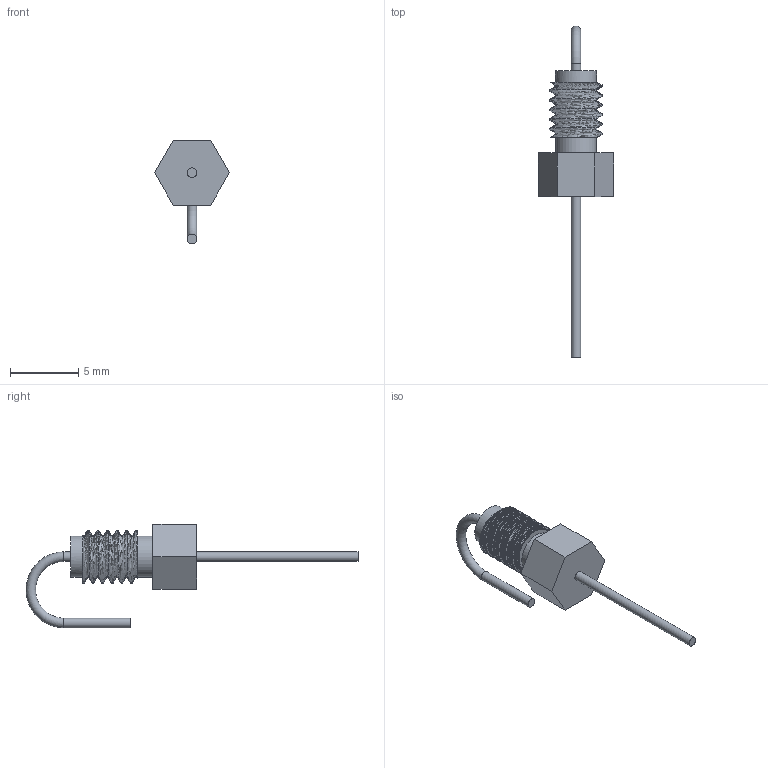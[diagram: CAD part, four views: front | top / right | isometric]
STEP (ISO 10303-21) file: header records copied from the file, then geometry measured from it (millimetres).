
FILE_DESCRIPTION(('FreeCAD Model'),'2;1');
FILE_NAME('Open CASCADE Shape Model','2023-11-08T10:29:29',(''),(''), 'Open CASCADE STEP processor 7.6','FreeCAD','Unknown');
FILE_SCHEMA(('AUTOMOTIVE_DESIGN { 1 0 10303 214 1 1 1 1 }'));
Length unit declared in the file: millimetre
Products named in the file (1): Switchback
Bounding box: 5.48 x 24.27 x 7.58 mm (x, y, z)
Volume: 123.9 mm3; surface area: 242.8 mm2
Topology: 1 solids, 1 shells, 25 faces, 47 edges, 29 vertices
Faces by surface type: plane 13, bspline 6, cylinder 5, torus 1
Full cylindrical faces by diameter (mm): 0.7 x3, 3 x2
Entity records: 11838 total; most frequent: CARTESIAN_POINT 11346, ORIENTED_EDGE 94, DIRECTION 85, EDGE_CURVE 47, AXIS2_PLACEMENT_3D 31, FACE_BOUND 30, EDGE_LOOP 30, VERTEX_POINT 29
